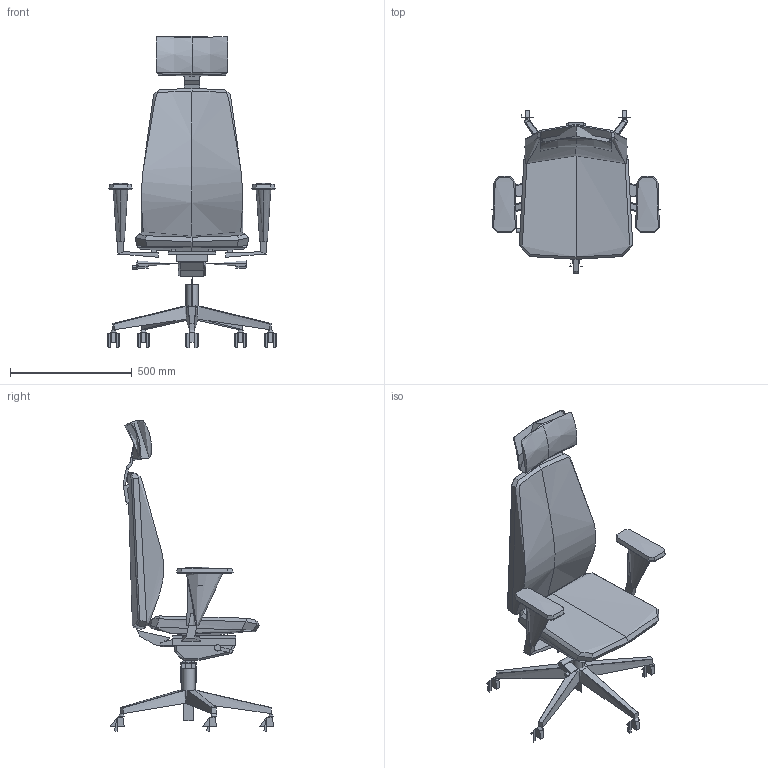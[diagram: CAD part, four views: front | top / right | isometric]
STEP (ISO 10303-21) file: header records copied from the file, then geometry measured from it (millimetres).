
FILE_DESCRIPTION(/* description */ (''),/* implementation_level */ '2;1');
FILE_NAME(/* name */ 'ALVA 330,SYS,BR-211,HO',/* time_stamp */ '2022-03-22T13:18:15+01:00',/* author */ (''),/* organization */ (''),/* preprocessor_version */ 'ST-DEVELOPER v16.5',/* originating_system */ 'Rhino 7.15',/* authorisation */ '');
FILE_SCHEMA (('CONFIG_CONTROL_DESIGN'));
Length unit declared in the file: millimetre
Products named in the file (1): Document
Bounding box: 694.82 x 672.19 x 1278.42 mm (x, y, z)
Volume: 17539531.6 mm3; surface area: 2329165.8 mm2
Topology: 15 solids, 64 shells, 508 faces, 1220 edges, 738 vertices
Faces by surface type: bspline 271, plane 139, cylinder 98
Entity records: 38904 total; most frequent: CARTESIAN_POINT 31646, ORIENTED_EDGE 2200, EDGE_CURVE 1198, VERTEX_POINT 736, B_SPLINE_CURVE_WITH_KNOTS 553, ADVANCED_FACE 508, FACE_OUTER_BOUND 508, EDGE_LOOP 508
